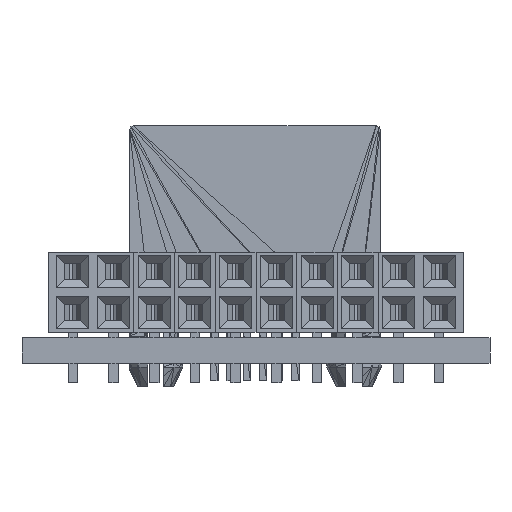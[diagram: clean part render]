
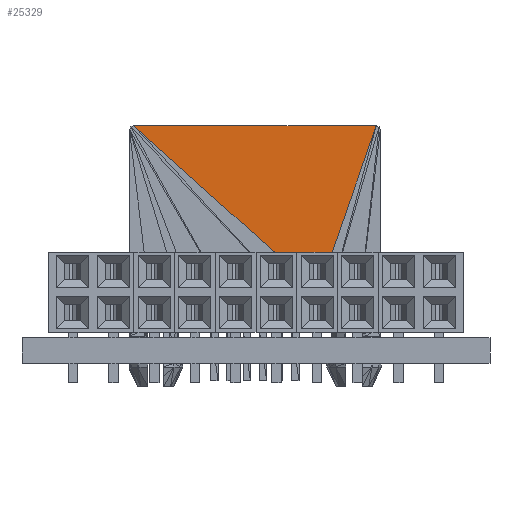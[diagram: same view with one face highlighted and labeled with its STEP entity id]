
A CAD part, left-side view. The second image highlights one B-rep face of the part: STEP entity #25329.
In plain terms, the highlighted face is planar.
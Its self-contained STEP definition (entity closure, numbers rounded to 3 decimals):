
#24955 = VERTEX_POINT('',#24956);
#24956 = CARTESIAN_POINT('',(-7.549,6.428,
    13.135));
#25289 = VERTEX_POINT('',#25290);
#25290 = CARTESIAN_POINT('',(7.607,6.428,
    13.135));
#25296 = EDGE_CURVE('',#25289,#24955,#25297,.T.);
#25297 = LINE('',#25298,#25299);
#25298 = CARTESIAN_POINT('',(7.607,6.428,
    13.135));
#25299 = VECTOR('',#25300,1.);
#25300 = DIRECTION('',(-1.,0.,0.));
#25310 = EDGE_CURVE('',#24955,#25311,#25313,.T.);
#25311 = VERTEX_POINT('',#25312);
#25312 = CARTESIAN_POINT('',(-3.937,6.428,
    2.779));
#25313 = LINE('',#25314,#25315);
#25314 = CARTESIAN_POINT('',(-7.549,6.428,
    13.135));
#25315 = VECTOR('',#25316,1.);
#25316 = DIRECTION('',(0.329,0.,-0.944));
#25329 = ADVANCED_FACE('',(#25330),#25340,.F.);
#25330 = FACE_BOUND('',#25331,.T.);
#25331 = EDGE_LOOP('',(#25332,#25333,#25339));
#25332 = ORIENTED_EDGE('',*,*,#25296,.F.);
#25333 = ORIENTED_EDGE('',*,*,#25334,.T.);
#25334 = EDGE_CURVE('',#25289,#25311,#25335,.T.);
#25335 = LINE('',#25336,#25337);
#25336 = CARTESIAN_POINT('',(7.607,6.428,
    13.135));
#25337 = VECTOR('',#25338,1.);
#25338 = DIRECTION('',(-0.744,0.,-0.668));
#25339 = ORIENTED_EDGE('',*,*,#25310,.F.);
#25340 = PLANE('',#25341);
#25341 = AXIS2_PLACEMENT_3D('',#25342,#25343,#25344);
#25342 = CARTESIAN_POINT('',(-7.549,6.428,
    13.135));
#25343 = DIRECTION('',(0.,-1.,0.));
#25344 = DIRECTION('',(0.,0.,-1.));
